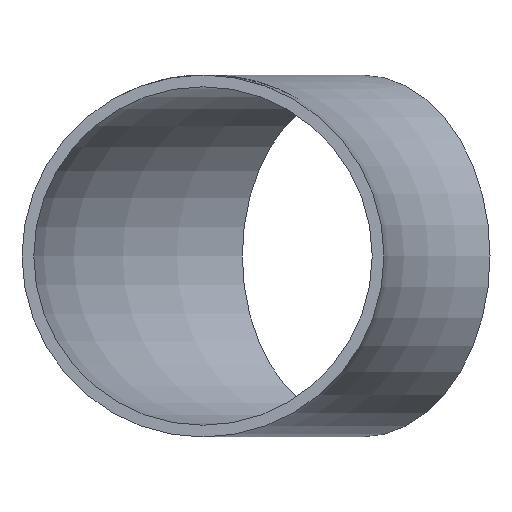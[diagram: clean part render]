
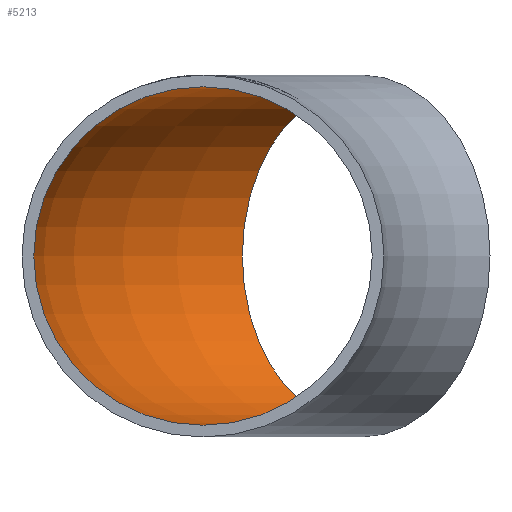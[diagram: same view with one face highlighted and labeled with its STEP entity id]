
A CAD part, front view. The second image highlights one B-rep face of the part: STEP entity #5213.
In plain terms, the highlighted toroidal (fillet/blend) face has major radius 76.2 mm and minor radius 23.749 mm.
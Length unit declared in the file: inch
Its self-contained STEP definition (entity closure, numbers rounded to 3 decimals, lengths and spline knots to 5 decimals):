
#15=CIRCLE('',#5371,0.935);
#16=CIRCLE('',#5372,0.935);
#45=FACE_BOUND('',#1447,.T.);
#1127=FACE_OUTER_BOUND('',#1446,.T.);
#1446=EDGE_LOOP('',(#4864));
#1447=EDGE_LOOP('',(#4865));
#2503=VERTEX_POINT('',#11950);
#2504=VERTEX_POINT('',#11952);
#3293=EDGE_CURVE('',#2503,#2503,#15,.T.);
#3294=EDGE_CURVE('',#2504,#2504,#16,.T.);
#4864=ORIENTED_EDGE('',*,*,#3293,.F.);
#4865=ORIENTED_EDGE('',*,*,#3294,.F.);
#4902=TOROIDAL_SURFACE('',#5370,3.,0.935);
#5213=ADVANCED_FACE('',(#1127,#45),#4902,.F.);
#5370=AXIS2_PLACEMENT_3D('',#11949,#5940,#5941);
#5371=AXIS2_PLACEMENT_3D('',#11951,#5942,#5943);
#5372=AXIS2_PLACEMENT_3D('',#11953,#5944,#5945);
#5940=DIRECTION('center_axis',(0.,0.,-1.));
#5941=DIRECTION('ref_axis',(-1.,0.,0.));
#5942=DIRECTION('center_axis',(-0.707,-0.707,0.));
#5943=DIRECTION('ref_axis',(-0.707,0.707,0.));
#5944=DIRECTION('center_axis',(0.,1.,0.));
#5945=DIRECTION('ref_axis',(-1.,0.,0.));
#11949=CARTESIAN_POINT('Origin',(3.,0.,0.));
#11950=CARTESIAN_POINT('',(0.21753,2.78247,0.));
#11951=CARTESIAN_POINT('Origin',(0.87868,2.12132,0.));
#11952=CARTESIAN_POINT('',(-0.935,0.,0.));
#11953=CARTESIAN_POINT('Origin',(0.,0.,0.));
